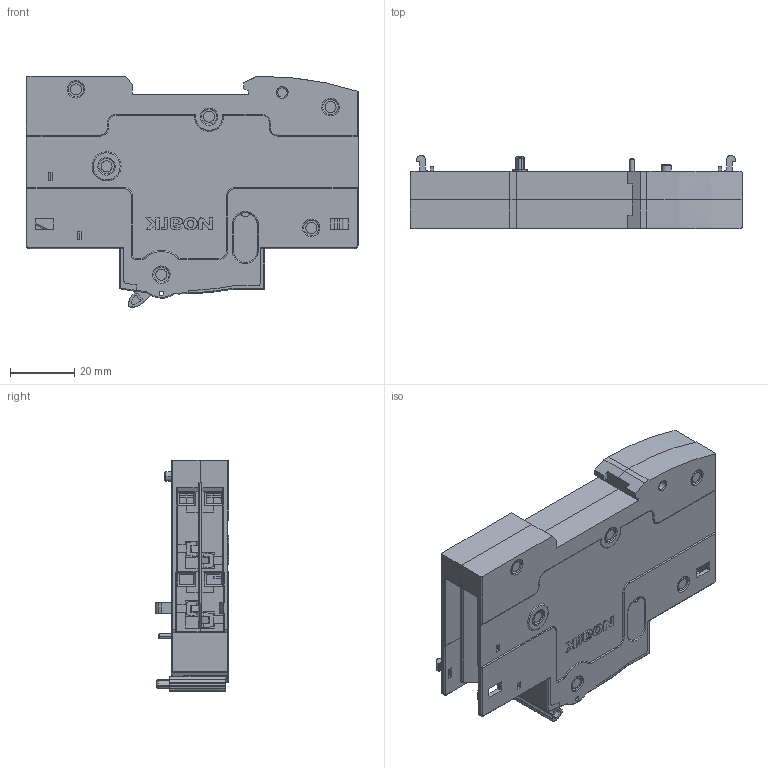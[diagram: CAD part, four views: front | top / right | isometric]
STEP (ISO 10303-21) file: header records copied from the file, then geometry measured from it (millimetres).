
FILE_DESCRIPTION((''),'2;1');
FILE_NAME('SHT31N__2020110001_ASM','2023-03-08T10:29:27',('dyliuk3'),(''),'CREO PARAMETRIC BY PTC INC, 2020044','CREO PARAMETRIC BY PTC INC, 2020044','');
FILE_SCHEMA(('CONFIG_CONTROL_DESIGN','SHAPE_APPEARANCE_LAYERS_GROUPS'));
Products named in the file (18): SHT31N_1_1; SHT31N_1_2; SHT31N_1_3; SHT31N_1_4; SHT31N_1_5; SHT31N_1_6; SHT31N_1_7; SHT31N_1_8; SHT31N_1_9; SHT31N_1_10; SHT31N_1_11; SHT31N_1_12; SHT31N_1_13; SHT31N_1_14; SHT31N_1_15; SHT31N_1_16; SHT31N_1_ASM; SHT31N__2020110001_ASM
Assembly tree (17 placements, depth 3):
  SHT31N__2020110001_ASM
    SHT31N_1_ASM
      SHT31N_1_1
      SHT31N_1_2
      SHT31N_1_3
      SHT31N_1_4
      SHT31N_1_5
      SHT31N_1_6
      SHT31N_1_7
      SHT31N_1_8
      SHT31N_1_9
      SHT31N_1_10
      SHT31N_1_11
      SHT31N_1_12
      SHT31N_1_13
      SHT31N_1_14
      SHT31N_1_15
      SHT31N_1_16
Bounding box: 103 x 22.8 x 71.71 mm (x, y, z)
Volume: 513.6 mm3; surface area: 49934.7 mm2
Topology: 12 solids, 37 shells, 3526 faces, 9937 edges, 6594 vertices
Faces by surface type: plane 2667, cylinder 630, torus 99, sphere 56, cone 37, extrusion 34, bspline 3
Entity records: 139799 total; most frequent: CARTESIAN_POINT 23362, ORIENTED_EDGE 19680, DIRECTION 18361, EDGE_CURVE 9925, VECTOR 7485, LINE 7451, VERTEX_POINT 6594, AXIS2_PLACEMENT_3D 5438
